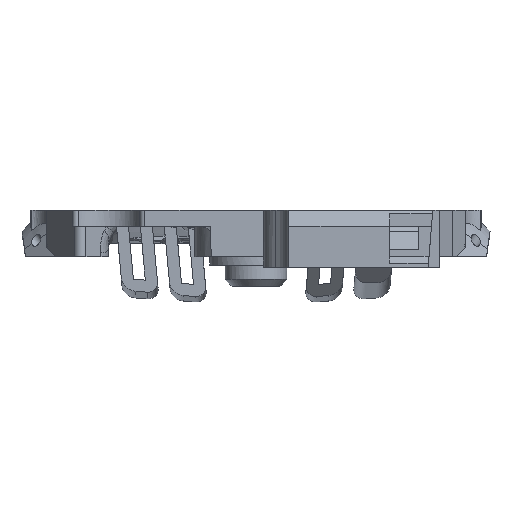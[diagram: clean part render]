
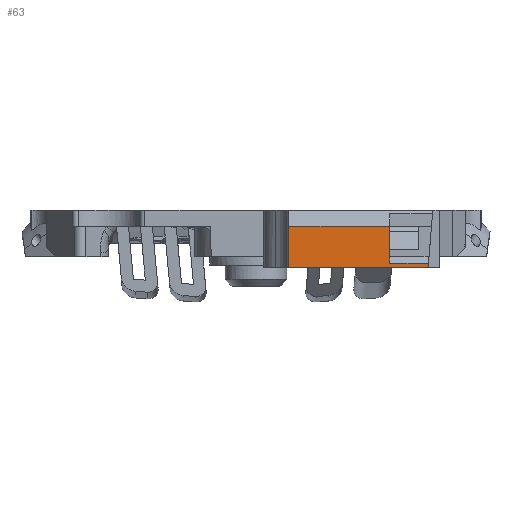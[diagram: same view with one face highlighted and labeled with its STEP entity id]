
A CAD part, front view. The second image highlights one B-rep face of the part: STEP entity #63.
In plain terms, the highlighted planar face has unit normal (0, -1, 0).
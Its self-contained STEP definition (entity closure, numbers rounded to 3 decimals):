
#63=ADVANCED_FACE('',(#348),#4757,.T.);
#348=FACE_OUTER_BOUND('',#633,.T.);
#633=EDGE_LOOP('',(#1037,#1038,#1039,#1040,#1041,#1042));
#1037=ORIENTED_EDGE('',*,*,#2637,.T.);
#1038=ORIENTED_EDGE('',*,*,#2640,.T.);
#1039=ORIENTED_EDGE('',*,*,#2639,.F.);
#1040=ORIENTED_EDGE('',*,*,#2638,.T.);
#1041=ORIENTED_EDGE('',*,*,#2641,.F.);
#1042=ORIENTED_EDGE('',*,*,#2649,.F.);
#2637=EDGE_CURVE('',#4260,#4258,#3436,.T.);
#2638=EDGE_CURVE('',#4262,#4261,#3437,.T.);
#2639=EDGE_CURVE('',#4262,#4263,#3438,.T.);
#2640=EDGE_CURVE('',#4258,#4263,#3439,.T.);
#2641=EDGE_CURVE('',#4264,#4261,#3440,.T.);
#2649=EDGE_CURVE('',#4260,#4264,#3448,.T.);
#3436=B_SPLINE_CURVE_WITH_KNOTS('',1,(#18085,#18086),.UNSPECIFIED.,.F.,
 .F.,(2,2),(4.199,10.),.UNSPECIFIED.);
#3437=B_SPLINE_CURVE_WITH_KNOTS('',1,(#18087,#18088),.UNSPECIFIED.,.F.,
 .F.,(2,2),(0.,11.974),.UNSPECIFIED.);
#3438=B_SPLINE_CURVE_WITH_KNOTS('',1,(#18089,#18090),.UNSPECIFIED.,.F.,
 .F.,(2,2),(10.404,39.842),.UNSPECIFIED.);
#3439=B_SPLINE_CURVE_WITH_KNOTS('',1,(#18091,#18092,#18093,#18094),
 .UNSPECIFIED.,.F.,.F.,(2,1,1,2),(-10.783,-8.783,-1.383,
0.),.UNSPECIFIED.);
#3440=B_SPLINE_CURVE_WITH_KNOTS('',1,(#18095,#18096,#18097),
 .UNSPECIFIED.,.F.,.F.,(2,1,2),(-36.021,-34.906,4.532),
 .UNSPECIFIED.);
#3448=B_SPLINE_CURVE_WITH_KNOTS('',1,(#18124,#18125),.UNSPECIFIED.,.F.,
 .F.,(2,2),(-20.797,-19.752),.UNSPECIFIED.);
#4258=VERTEX_POINT('',#17239);
#4260=VERTEX_POINT('',#17241);
#4261=VERTEX_POINT('',#17242);
#4262=VERTEX_POINT('',#17243);
#4263=VERTEX_POINT('',#17244);
#4264=VERTEX_POINT('',#17245);
#4757=PLANE('',#5116);
#5116=AXIS2_PLACEMENT_3D('',#5606,#5304,$);
#5304=DIRECTION('',(0.,-1.,0.));
#5606=CARTESIAN_POINT('',(9.554,-92.7,-33.444));
#17239=CARTESIAN_POINT('',(38.992,-92.7,-44.227));
#17241=CARTESIAN_POINT('',(50.35,-92.7,-44.227));
#17242=CARTESIAN_POINT('',(9.554,-92.7,-45.419));
#17243=CARTESIAN_POINT('',(9.554,-92.7,-33.444));
#17244=CARTESIAN_POINT('',(38.992,-92.7,-33.444));
#17245=CARTESIAN_POINT('',(50.254,-92.7,-45.419));
#18085=CARTESIAN_POINT('',(50.35,-92.7,-44.227));
#18086=CARTESIAN_POINT('',(38.992,-92.7,-44.227));
#18087=CARTESIAN_POINT('',(9.554,-92.7,-33.444));
#18088=CARTESIAN_POINT('',(9.554,-92.7,-45.419));
#18089=CARTESIAN_POINT('',(9.554,-92.7,-33.444));
#18090=CARTESIAN_POINT('',(38.992,-92.7,-33.444));
#18091=CARTESIAN_POINT('',(38.992,-92.7,-44.227));
#18092=CARTESIAN_POINT('',(38.992,-92.7,-42.227));
#18093=CARTESIAN_POINT('',(38.992,-92.7,-34.827));
#18094=CARTESIAN_POINT('',(38.992,-92.7,-33.444));
#18095=CARTESIAN_POINT('',(50.254,-92.7,-45.419));
#18096=CARTESIAN_POINT('',(48.992,-92.7,-45.419));
#18097=CARTESIAN_POINT('',(9.554,-92.7,-45.419));
#18124=CARTESIAN_POINT('',(50.35,-92.7,-44.227));
#18125=CARTESIAN_POINT('',(50.254,-92.7,-45.419));
